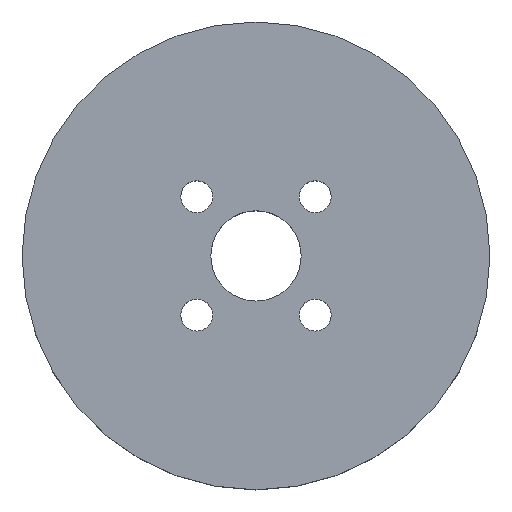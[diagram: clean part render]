
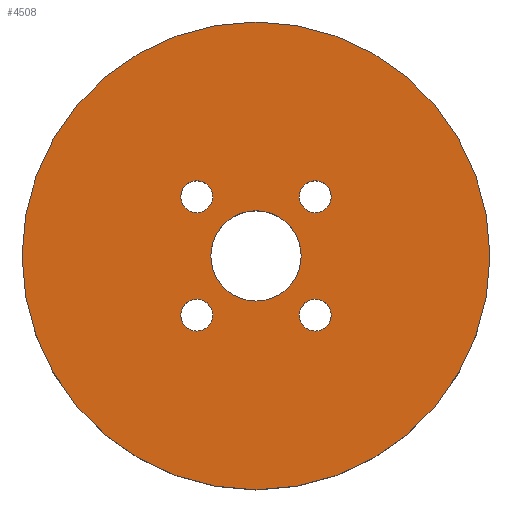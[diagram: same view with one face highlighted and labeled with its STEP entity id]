
A CAD part, top view. The second image highlights one B-rep face of the part: STEP entity #4508.
In plain terms, the highlighted planar face has unit normal (0, 0, 1).
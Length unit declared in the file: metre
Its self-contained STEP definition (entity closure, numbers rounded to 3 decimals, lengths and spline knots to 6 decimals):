
#13=PLANE('',#5221);
#1619=ORIENTED_EDGE('',*,*,#2561,.F.);
#1620=ORIENTED_EDGE('',*,*,#2562,.F.);
#1621=ORIENTED_EDGE('',*,*,#2563,.F.);
#1622=ORIENTED_EDGE('',*,*,#2564,.F.);
#1623=ORIENTED_EDGE('',*,*,#2565,.F.);
#1624=ORIENTED_EDGE('',*,*,#2560,.T.);
#2560=EDGE_CURVE('',#3032,#3032,#3504,.T.);
#2561=EDGE_CURVE('',#3033,#3033,#3505,.T.);
#2562=EDGE_CURVE('',#3034,#3034,#3506,.T.);
#2563=EDGE_CURVE('',#3035,#3035,#3507,.T.);
#2564=EDGE_CURVE('',#3036,#3036,#3508,.T.);
#2565=EDGE_CURVE('',#3037,#3037,#3509,.T.);
#3032=VERTEX_POINT('',#8277);
#3033=VERTEX_POINT('',#8280);
#3034=VERTEX_POINT('',#8282);
#3035=VERTEX_POINT('',#8284);
#3036=VERTEX_POINT('',#8286);
#3037=VERTEX_POINT('',#8288);
#3504=CIRCLE('',#5220,0.031596);
#3505=CIRCLE('',#5222,0.0061);
#3506=CIRCLE('',#5223,0.00215);
#3507=CIRCLE('',#5224,0.00215);
#3508=CIRCLE('',#5225,0.00215);
#3509=CIRCLE('',#5226,0.00215);
#3752=EDGE_LOOP('',(#1619));
#3753=EDGE_LOOP('',(#1620));
#3754=EDGE_LOOP('',(#1621));
#3755=EDGE_LOOP('',(#1622));
#3756=EDGE_LOOP('',(#1623));
#3757=EDGE_LOOP('',(#1624));
#4014=FACE_BOUND('',#3752,.T.);
#4015=FACE_BOUND('',#3753,.T.);
#4016=FACE_BOUND('',#3754,.T.);
#4017=FACE_BOUND('',#3755,.T.);
#4018=FACE_BOUND('',#3756,.T.);
#4019=FACE_BOUND('',#3757,.T.);
#4508=ADVANCED_FACE('',(#4014,#4015,#4016,#4017,#4018,#4019),#13,.T.);
#5220=AXIS2_PLACEMENT_3D('',#8276,#6852,#6853);
#5221=AXIS2_PLACEMENT_3D('',#8278,#6854,#6855);
#5222=AXIS2_PLACEMENT_3D('',#8279,#6856,#6857);
#5223=AXIS2_PLACEMENT_3D('',#8281,#6858,#6859);
#5224=AXIS2_PLACEMENT_3D('',#8283,#6860,#6861);
#5225=AXIS2_PLACEMENT_3D('',#8285,#6862,#6863);
#5226=AXIS2_PLACEMENT_3D('',#8287,#6864,#6865);
#6852=DIRECTION('',(0.,0.,1.));
#6853=DIRECTION('',(1.,0.,0.));
#6854=DIRECTION('',(0.,0.,1.));
#6855=DIRECTION('',(1.,0.,0.));
#6856=DIRECTION('',(0.,0.,1.));
#6857=DIRECTION('',(1.,0.,0.));
#6858=DIRECTION('',(0.,0.,1.));
#6859=DIRECTION('',(1.,0.,0.));
#6860=DIRECTION('',(0.,0.,1.));
#6861=DIRECTION('',(1.,0.,0.));
#6862=DIRECTION('',(0.,0.,1.));
#6863=DIRECTION('',(1.,0.,0.));
#6864=DIRECTION('',(0.,0.,1.));
#6865=DIRECTION('',(1.,0.,0.));
#8276=CARTESIAN_POINT('',(0.,0.,0.0065));
#8277=CARTESIAN_POINT('',(0.031596,0.,0.0065));
#8278=CARTESIAN_POINT('',(0.,0.,0.0065));
#8279=CARTESIAN_POINT('',(0.,0.,0.0065));
#8280=CARTESIAN_POINT('',(0.0061,0.,0.0065));
#8281=CARTESIAN_POINT('',(-0.008,0.008,0.0065));
#8282=CARTESIAN_POINT('',(-0.00585,0.008,0.0065));
#8283=CARTESIAN_POINT('',(0.008,-0.008,0.0065));
#8284=CARTESIAN_POINT('',(0.01015,-0.008,0.0065));
#8285=CARTESIAN_POINT('',(-0.008,-0.008,0.0065));
#8286=CARTESIAN_POINT('',(-0.00585,-0.008,0.0065));
#8287=CARTESIAN_POINT('',(0.008,0.008,0.0065));
#8288=CARTESIAN_POINT('',(0.01015,0.008,0.0065));
